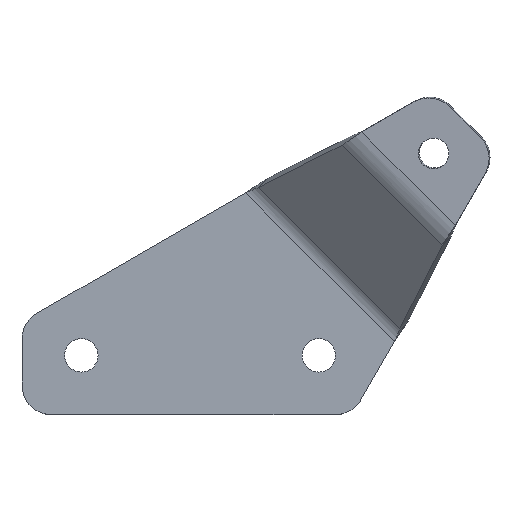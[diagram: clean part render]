
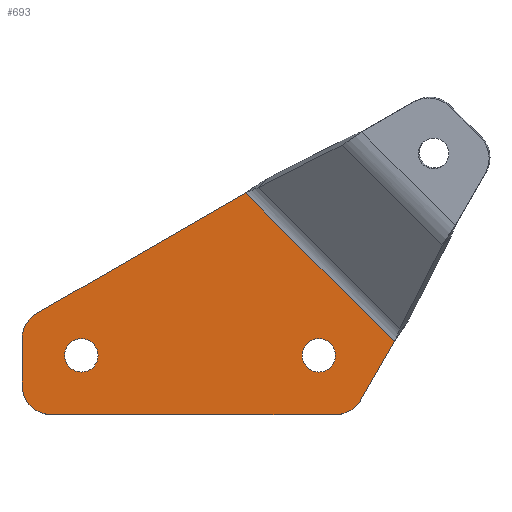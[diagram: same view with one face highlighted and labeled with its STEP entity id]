
A CAD part, top view. The second image highlights one B-rep face of the part: STEP entity #693.
In plain terms, the highlighted planar face has unit normal (0, 0, 1).
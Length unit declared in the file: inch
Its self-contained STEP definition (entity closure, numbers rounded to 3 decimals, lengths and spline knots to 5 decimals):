
#9 = CARTESIAN_POINT ( 'NONE',  ( -0.28125, 0.5, 0.1875 ) ) ;
#40 = AXIS2_PLACEMENT_3D ( 'NONE', #878, #775, #941 ) ;
#48 = PLANE ( 'NONE',  #869 ) ;
#50 = EDGE_LOOP ( 'NONE', ( #255, #613, #395, #291, #105, #237, #540, #68 ) ) ;
#54 = CIRCLE ( 'NONE', #193, 0.25 ) ;
#65 = DIRECTION ( 'NONE',  ( 0., 0., -1. ) ) ;
#68 = ORIENTED_EDGE ( 'NONE', *, *, #807, .F. ) ;
#80 = CIRCLE ( 'NONE', #711, 0.14063 ) ;
#84 = CARTESIAN_POINT ( 'NONE',  ( -2.28125, 0.5, 0.1875 ) ) ;
#96 = DIRECTION ( 'NONE',  ( 1., 0., 0. ) ) ;
#105 = ORIENTED_EDGE ( 'NONE', *, *, #337, .F. ) ;
#126 = FACE_OUTER_BOUND ( 'NONE', #50, .T. ) ;
#129 = CIRCLE ( 'NONE', #40, 0.25 ) ;
#143 = LINE ( 'NONE', #359, #414 ) ;
#171 = CARTESIAN_POINT ( 'NONE',  ( 0., 0., 0.1875 ) ) ;
#186 = DIRECTION ( 'NONE',  ( 0., 0., -1. ) ) ;
#193 = AXIS2_PLACEMENT_3D ( 'NONE', #738, #1054, #229 ) ;
#197 = AXIS2_PLACEMENT_3D ( 'NONE', #472, #65, #970 ) ;
#201 = CARTESIAN_POINT ( 'NONE',  ( -0.89811, 1.86848, 0.1875 ) ) ;
#210 = VERTEX_POINT ( 'NONE', #284 ) ;
#212 = VECTOR ( 'NONE', #731, 39.37008 ) ;
#225 = VERTEX_POINT ( 'NONE', #201 ) ;
#229 = DIRECTION ( 'NONE',  ( -0.866, 0.5, 0. ) ) ;
#234 = EDGE_CURVE ( 'NONE', #633, #383, #483, .T. ) ;
#236 = CARTESIAN_POINT ( 'NONE',  ( -2.78125, 0.78125, 0.1875 ) ) ;
#237 = ORIENTED_EDGE ( 'NONE', *, *, #234, .F. ) ;
#251 = CARTESIAN_POINT ( 'NONE',  ( 0.07217, 0.125, 0.1875 ) ) ;
#255 = ORIENTED_EDGE ( 'NONE', *, *, #417, .T. ) ;
#284 = CARTESIAN_POINT ( 'NONE',  ( -2.65625, 0.85342, 0.1875 ) ) ;
#291 = ORIENTED_EDGE ( 'NONE', *, *, #481, .F. ) ;
#299 = LINE ( 'NONE', #171, #361 ) ;
#312 = CIRCLE ( 'NONE', #888, 0.14063 ) ;
#316 = VERTEX_POINT ( 'NONE', #979 ) ;
#321 = DIRECTION ( 'NONE',  ( 1., 0., 0. ) ) ;
#337 = EDGE_CURVE ( 'NONE', #383, #783, #659, .T. ) ;
#347 = DIRECTION ( 'NONE',  ( 1., 0., 0. ) ) ;
#359 = CARTESIAN_POINT ( 'NONE',  ( -0.74328, 1.71365, 0.1875 ) ) ;
#361 = VECTOR ( 'NONE', #491, 39.37008 ) ;
#362 = FACE_BOUND ( 'NONE', #626, .T. ) ;
#383 = VERTEX_POINT ( 'NONE', #746 ) ;
#389 = ORIENTED_EDGE ( 'NONE', *, *, #522, .T. ) ;
#392 = VERTEX_POINT ( 'NONE', #917 ) ;
#395 = ORIENTED_EDGE ( 'NONE', *, *, #440, .F. ) ;
#409 = DIRECTION ( 'NONE',  ( 0., 0., -1. ) ) ;
#414 = VECTOR ( 'NONE', #1025, 39.37008 ) ;
#417 = EDGE_CURVE ( 'NONE', #752, #225, #143, .T. ) ;
#440 = EDGE_CURVE ( 'NONE', #1008, #210, #54, .T. ) ;
#444 = CARTESIAN_POINT ( 'NONE',  ( -0.71924, 1.42803, 0.1875 ) ) ;
#472 = CARTESIAN_POINT ( 'NONE',  ( -2.53125, 0.25, 0.1875 ) ) ;
#481 = EDGE_CURVE ( 'NONE', #783, #1008, #561, .T. ) ;
#483 = LINE ( 'NONE', #719, #212 ) ;
#491 = DIRECTION ( 'NONE',  ( -0.5, -0.866, 0. ) ) ;
#519 = DIRECTION ( 'NONE',  ( 0., 0., 1. ) ) ;
#522 = EDGE_CURVE ( 'NONE', #899, #392, #725, .T. ) ;
#529 = EDGE_CURVE ( 'NONE', #210, #225, #567, .T. ) ;
#532 = AXIS2_PLACEMENT_3D ( 'NONE', #9, #665, #347 ) ;
#540 = ORIENTED_EDGE ( 'NONE', *, *, #722, .F. ) ;
#542 = VERTEX_POINT ( 'NONE', #251 ) ;
#553 = ORIENTED_EDGE ( 'NONE', *, *, #579, .T. ) ;
#558 = EDGE_LOOP ( 'NONE', ( #761, #1039 ) ) ;
#561 = LINE ( 'NONE', #236, #768 ) ;
#567 = LINE ( 'NONE', #655, #671 ) ;
#579 = EDGE_CURVE ( 'NONE', #392, #899, #80, .T. ) ;
#600 = FACE_BOUND ( 'NONE', #558, .T. ) ;
#613 = ORIENTED_EDGE ( 'NONE', *, *, #529, .F. ) ;
#621 = DIRECTION ( 'NONE',  ( 1., 0., 0. ) ) ;
#626 = EDGE_LOOP ( 'NONE', ( #389, #553 ) ) ;
#633 = VERTEX_POINT ( 'NONE', #924 ) ;
#655 = CARTESIAN_POINT ( 'NONE',  ( 0.81243, 2.85606, 0.1875 ) ) ;
#659 = CIRCLE ( 'NONE', #197, 0.25 ) ;
#665 = DIRECTION ( 'NONE',  ( 0., 0., -1. ) ) ;
#671 = VECTOR ( 'NONE', #912, 39.37008 ) ;
#684 = CARTESIAN_POINT ( 'NONE',  ( -2.78125, 0.63691, 0.1875 ) ) ;
#693 = ADVANCED_FACE ( 'NONE', ( #600, #362, #126 ), #48, .T. ) ;
#711 = AXIS2_PLACEMENT_3D ( 'NONE', #830, #186, #96 ) ;
#719 = CARTESIAN_POINT ( 'NONE',  ( -2.78125, 0., 0.1875 ) ) ;
#722 = EDGE_CURVE ( 'NONE', #542, #633, #129, .T. ) ;
#725 = CIRCLE ( 'NONE', #969, 0.14063 ) ;
#731 = DIRECTION ( 'NONE',  ( -1., 0., 0. ) ) ;
#738 = CARTESIAN_POINT ( 'NONE',  ( -2.53125, 0.63691, 0.1875 ) ) ;
#746 = CARTESIAN_POINT ( 'NONE',  ( -2.53125, 0., 0.1875 ) ) ;
#750 = CIRCLE ( 'NONE', #532, 0.14063 ) ;
#752 = VERTEX_POINT ( 'NONE', #781 ) ;
#761 = ORIENTED_EDGE ( 'NONE', *, *, #935, .T. ) ;
#768 = VECTOR ( 'NONE', #1060, 39.37008 ) ;
#775 = DIRECTION ( 'NONE',  ( 0., 0., -1. ) ) ;
#781 = CARTESIAN_POINT ( 'NONE',  ( 0.35518, 0.61519, 0.1875 ) ) ;
#783 = VERTEX_POINT ( 'NONE', #1030 ) ;
#791 = DIRECTION ( 'NONE',  ( 1., 0., 0. ) ) ;
#807 = EDGE_CURVE ( 'NONE', #752, #542, #299, .T. ) ;
#830 = CARTESIAN_POINT ( 'NONE',  ( -2.28125, 0.5, 0.1875 ) ) ;
#868 = CARTESIAN_POINT ( 'NONE',  ( -0.28125, 0.5, 0.1875 ) ) ;
#869 = AXIS2_PLACEMENT_3D ( 'NONE', #444, #519, #791 ) ;
#878 = CARTESIAN_POINT ( 'NONE',  ( -0.14434, 0.25, 0.1875 ) ) ;
#888 = AXIS2_PLACEMENT_3D ( 'NONE', #868, #1040, #621 ) ;
#889 = EDGE_CURVE ( 'NONE', #316, #997, #750, .T. ) ;
#899 = VERTEX_POINT ( 'NONE', #920 ) ;
#912 = DIRECTION ( 'NONE',  ( 0.866, 0.5, 0. ) ) ;
#917 = CARTESIAN_POINT ( 'NONE',  ( -2.42188, 0.5, 0.1875 ) ) ;
#920 = CARTESIAN_POINT ( 'NONE',  ( -2.14063, 0.5, 0.1875 ) ) ;
#924 = CARTESIAN_POINT ( 'NONE',  ( -0.14434, 0., 0.1875 ) ) ;
#935 = EDGE_CURVE ( 'NONE', #997, #316, #312, .T. ) ;
#941 = DIRECTION ( 'NONE',  ( 0.5, -0.866, 0. ) ) ;
#944 = CARTESIAN_POINT ( 'NONE',  ( -0.14063, 0.5, 0.1875 ) ) ;
#969 = AXIS2_PLACEMENT_3D ( 'NONE', #84, #409, #321 ) ;
#970 = DIRECTION ( 'NONE',  ( -0.707, -0.707, 0. ) ) ;
#979 = CARTESIAN_POINT ( 'NONE',  ( -0.42188, 0.5, 0.1875 ) ) ;
#997 = VERTEX_POINT ( 'NONE', #944 ) ;
#1008 = VERTEX_POINT ( 'NONE', #684 ) ;
#1025 = DIRECTION ( 'NONE',  ( -0.707, 0.707, 0. ) ) ;
#1030 = CARTESIAN_POINT ( 'NONE',  ( -2.78125, 0.25, 0.1875 ) ) ;
#1039 = ORIENTED_EDGE ( 'NONE', *, *, #889, .T. ) ;
#1040 = DIRECTION ( 'NONE',  ( 0., 0., -1. ) ) ;
#1054 = DIRECTION ( 'NONE',  ( 0., 0., -1. ) ) ;
#1060 = DIRECTION ( 'NONE',  ( 0., 1., 0. ) ) ;
